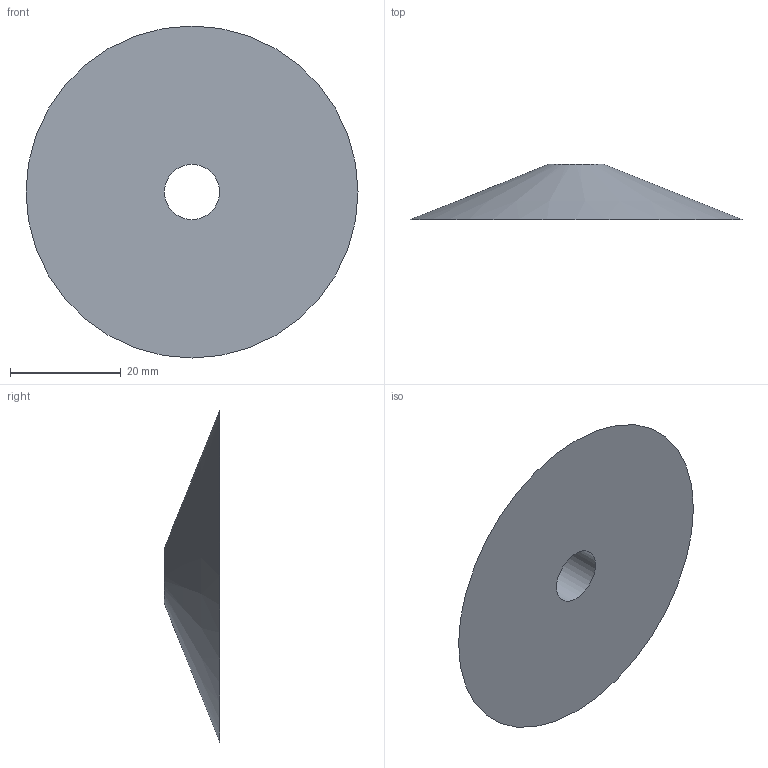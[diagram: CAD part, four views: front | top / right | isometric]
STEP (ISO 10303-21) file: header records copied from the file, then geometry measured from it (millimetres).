
FILE_DESCRIPTION(('HOOPS Exchange Step'),'2;1');
FILE_NAME('base clamp mr2.step','2019-02-19T19:11:38+00:00',('SYSTEM'),('Unknown organisation'),'HOOPS Exchange 10.0','HOOPS Exchange','Unknown authorisation');
FILE_SCHEMA( ('AP203_CONFIGURATION_CONTROLLED_3D_DESIGN_OF_MECHANICAL_PARTS_AND_ASSEMBLIES_MIM_LF') );
Length unit declared in the file: millimetre
Products named in the file (2): Default; base clamp mr2
Assembly tree (1 placements, depth 2):
  base clamp mr2
    Default
Bounding box: 60 x 10 x 60 mm (x, y, z)
Volume: 10472 mm3; surface area: 6023.7 mm2
Topology: 1 solids, 1 shells, 3 faces, 7 edges, 5 vertices
Faces by surface type: plane 1, cylinder 1, cone 1
Full cylindrical faces by diameter (mm): 10 x1
Entity records: 145 total; most frequent: DIRECTION 24, CARTESIAN_POINT 18, ORIENTED_EDGE 14, AXIS2_PLACEMENT_3D 11, EDGE_CURVE 7, VERTEX_POINT 5, CIRCLE 5, EDGE_LOOP 4
